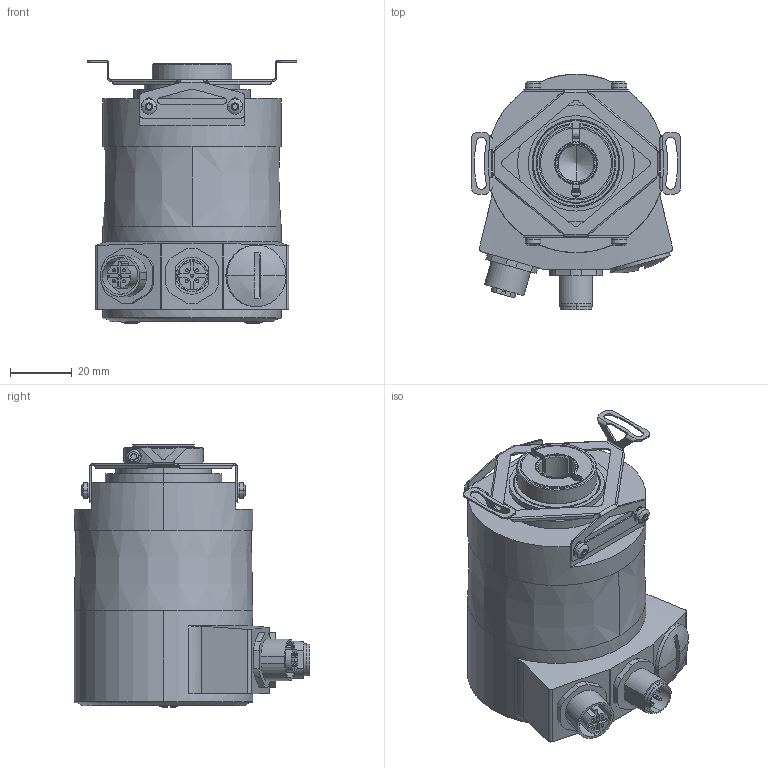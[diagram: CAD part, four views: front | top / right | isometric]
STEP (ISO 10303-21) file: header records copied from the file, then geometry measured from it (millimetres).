
FILE_DESCRIPTION((''),'2;1');
FILE_NAME('608_58_10HS_2XRAD_M12','2013-06-26T',('se2562'),(''),'PRO/ENGINEER BY PARAMETRIC TECHNOLOGY CORPORATION, 2011410','PRO/ENGINEER BY PARAMETRIC TECHNOLOGY CORPORATION, 2011410','');
FILE_SCHEMA(('CONFIG_CONTROL_DESIGN'));
Length unit declared in the file: millimetre
Products named in the file (1): 608_58_10HS_2XRAD_M12
Bounding box: 68 x 76.5 x 85.5 mm (x, y, z)
Volume: 205607.1 mm3; surface area: 31285.6 mm2
Topology: 1 solids, 1 shells, 689 faces, 1822 edges, 1157 vertices
Faces by surface type: cylinder 328, plane 259, cone 42, bspline 28, torus 17, sphere 15
Entity records: 23733 total; most frequent: CARTESIAN_POINT 6193, DIRECTION 3830, ORIENTED_EDGE 3616, EDGE_CURVE 1808, AXIS2_PLACEMENT_3D 1475, VERTEX_POINT 1157, VECTOR 880, LINE 880
